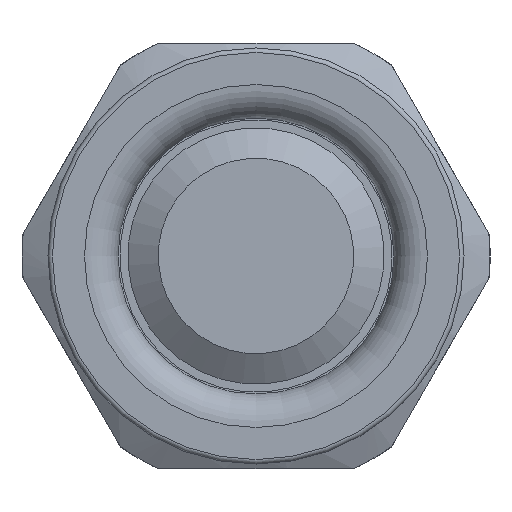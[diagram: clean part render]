
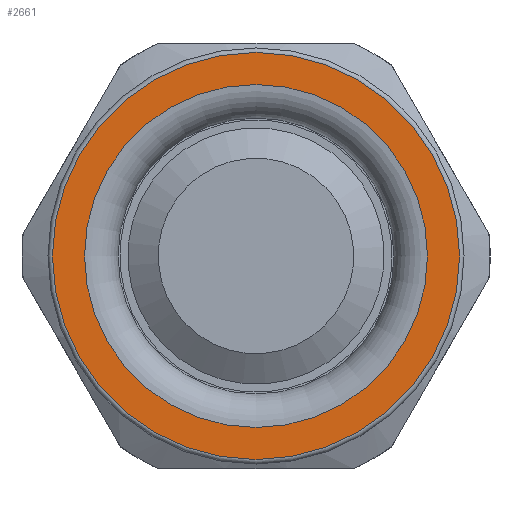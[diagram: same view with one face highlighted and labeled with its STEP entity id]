
A CAD part, left-side view. The second image highlights one B-rep face of the part: STEP entity #2661.
In plain terms, the highlighted planar face has unit normal (-1, 0, 0).
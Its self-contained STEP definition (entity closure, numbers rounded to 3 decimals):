
#360=PLANE('',#3090);
#458=FACE_BOUND('',#956,.T.);
#677=FACE_OUTER_BOUND('',#955,.T.);
#955=EDGE_LOOP('',(#2302));
#956=EDGE_LOOP('',(#2303));
#1181=CIRCLE('',#3089,9.09);
#1182=CIRCLE('',#3091,7.66);
#1413=VERTEX_POINT('',#9897);
#1414=VERTEX_POINT('',#9900);
#1725=EDGE_CURVE('',#1413,#1413,#1181,.T.);
#1726=EDGE_CURVE('',#1414,#1414,#1182,.T.);
#2302=ORIENTED_EDGE('',*,*,#1725,.F.);
#2303=ORIENTED_EDGE('',*,*,#1726,.T.);
#2661=ADVANCED_FACE('',(#677,#458),#360,.T.);
#3089=AXIS2_PLACEMENT_3D('',#9898,#3793,#3794);
#3090=AXIS2_PLACEMENT_3D('',#9899,#3795,#3796);
#3091=AXIS2_PLACEMENT_3D('',#9901,#3797,#3798);
#3793=DIRECTION('center_axis',(1.,0.,0.));
#3794=DIRECTION('ref_axis',(0.,-1.,0.));
#3795=DIRECTION('center_axis',(-1.,0.,0.));
#3796=DIRECTION('ref_axis',(0.,0.,1.));
#3797=DIRECTION('center_axis',(1.,0.,0.));
#3798=DIRECTION('ref_axis',(0.,0.,-1.));
#9897=CARTESIAN_POINT('',(-16.72,9.09,0.));
#9898=CARTESIAN_POINT('Origin',(-16.72,0.,0.));
#9899=CARTESIAN_POINT('Origin',(-16.72,9.29,0.));
#9900=CARTESIAN_POINT('',(-16.72,7.66,0.));
#9901=CARTESIAN_POINT('Origin',(-16.72,0.,0.));
